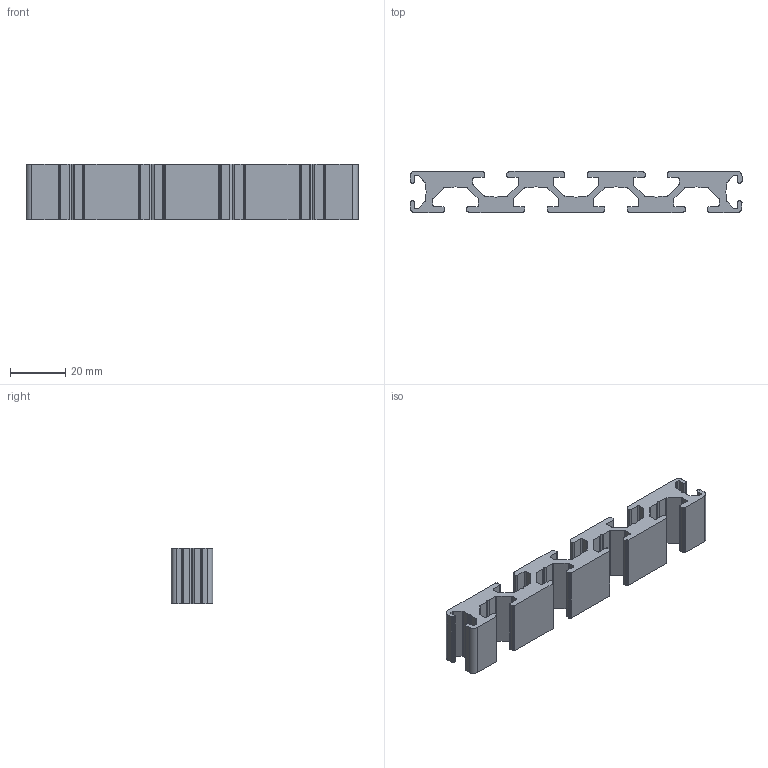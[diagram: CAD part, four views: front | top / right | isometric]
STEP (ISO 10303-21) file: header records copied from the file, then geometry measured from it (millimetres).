
FILE_DESCRIPTION (( 'STEP AP214' ), '1' );
FILE_NAME ('15õ120 30ñåðèÿ 8 ïàç.STEP', '2022-04-11T07:40:08', ( 'user' ), ( '' ), 'SwSTEP 2.0', 'SolidWorks 2022', '' );
FILE_SCHEMA (( 'AUTOMOTIVE_DESIGN' ));
Length unit declared in the file: millimetre
Products named in the file (1): 15õ120 30ñåðèÿ 8 ïàç
Bounding box: 120 x 15 x 20 mm (x, y, z)
Volume: 17828 mm3; surface area: 11894.2 mm2
Topology: 1 solids, 1 shells, 317 faces, 945 edges, 630 vertices
Faces by surface type: plane 159, cylinder 158
Entity records: 10769 total; most frequent: DIRECTION 1897, CARTESIAN_POINT 1893, ORIENTED_EDGE 1890, EDGE_CURVE 945, AXIS2_PLACEMENT_3D 634, VERTEX_POINT 630, LINE 629, VECTOR 629
